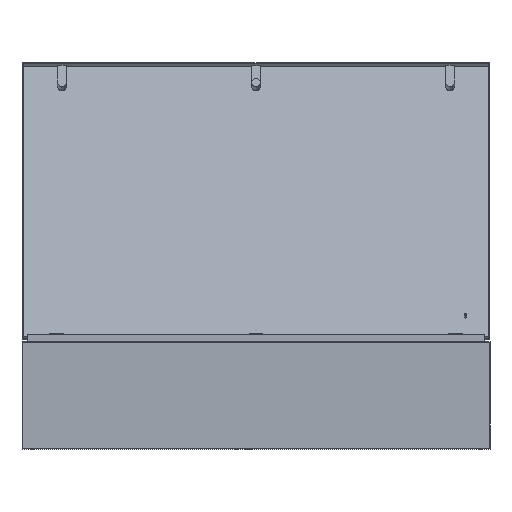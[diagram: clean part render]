
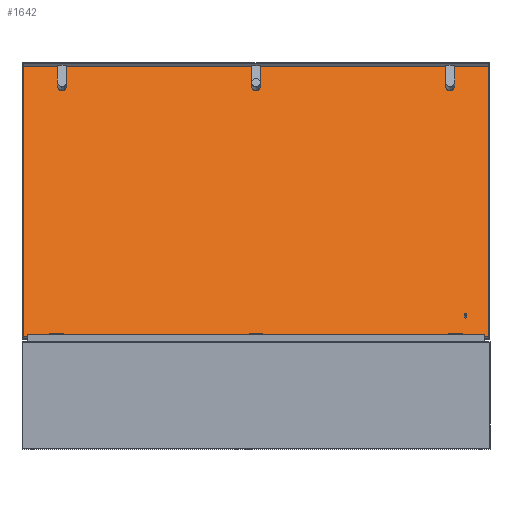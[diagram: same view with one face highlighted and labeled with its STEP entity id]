
A CAD part, left-side view. The second image highlights one B-rep face of the part: STEP entity #1642.
In plain terms, the highlighted face is planar.
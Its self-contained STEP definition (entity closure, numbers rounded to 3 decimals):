
#52 = EDGE_CURVE ( 'NONE', #7658, #6963, #9905, .T. ) ;
#63 = DIRECTION ( 'NONE',  ( 1., 0., 0. ) ) ;
#114 = FACE_BOUND ( 'NONE', #4716, .T. ) ;
#169 = EDGE_CURVE ( 'NONE', #6963, #9929, #1941, .T. ) ;
#193 = ORIENTED_EDGE ( 'NONE', *, *, #7191, .T. ) ;
#235 = LINE ( 'NONE', #4714, #5395 ) ;
#261 = CARTESIAN_POINT ( 'NONE',  ( -329., 0., -1. ) ) ;
#312 = EDGE_CURVE ( 'NONE', #7696, #7658, #8391, .T. ) ;
#346 = AXIS2_PLACEMENT_3D ( 'NONE', #7930, #8911, #727 ) ;
#585 = EDGE_LOOP ( 'NONE', ( #4723, #193 ) ) ;
#615 = DIRECTION ( 'NONE',  ( 0., -1., 0. ) ) ;
#727 = DIRECTION ( 'NONE',  ( 1., 0., 0. ) ) ;
#1082 = CARTESIAN_POINT ( 'NONE',  ( 0., 596.5, -1. ) ) ;
#1228 = CIRCLE ( 'NONE', #8246, 3. ) ;
#1244 = ORIENTED_EDGE ( 'NONE', *, *, #6293, .F. ) ;
#1278 = AXIS2_PLACEMENT_3D ( 'NONE', #6342, #2932, #1757 ) ;
#1411 = AXIS2_PLACEMENT_3D ( 'NONE', #3612, #2457, #7192 ) ;
#1420 = VECTOR ( 'NONE', #6801, 1000. ) ;
#1519 = DIRECTION ( 'NONE',  ( 0., 1., 0. ) ) ;
#1581 = ORIENTED_EDGE ( 'NONE', *, *, #6522, .T. ) ;
#1628 = FACE_BOUND ( 'NONE', #585, .T. ) ;
#1630 = VERTEX_POINT ( 'NONE', #5902 ) ;
#1642 = ADVANCED_FACE ( 'NONE', ( #1628, #114, #8814, #7670, #7992 ), #8973, .F. ) ;
#1663 = VERTEX_POINT ( 'NONE', #1970 ) ;
#1757 = DIRECTION ( 'NONE',  ( 1., 0., 0. ) ) ;
#1783 = CIRCLE ( 'NONE', #8108, 3. ) ;
#1925 = CARTESIAN_POINT ( 'NONE',  ( -306., 0., -1. ) ) ;
#1941 = LINE ( 'NONE', #3436, #6907 ) ;
#1970 = CARTESIAN_POINT ( 'NONE',  ( -306., -497.5, -1. ) ) ;
#2013 = AXIS2_PLACEMENT_3D ( 'NONE', #5357, #9720, #5830 ) ;
#2172 = CIRCLE ( 'NONE', #1411, 11.5 ) ;
#2457 = DIRECTION ( 'NONE',  ( 0., 0., 1. ) ) ;
#2582 = CARTESIAN_POINT ( 'NONE',  ( 315.5, -537.5, -1. ) ) ;
#2850 = CARTESIAN_POINT ( 'NONE',  ( -371.5, 596.5, -1. ) ) ;
#2851 = DIRECTION ( 'NONE',  ( 0., 0., -1. ) ) ;
#2932 = DIRECTION ( 'NONE',  ( 0., 0., 1. ) ) ;
#3129 = DIRECTION ( 'NONE',  ( 1., 0., 0. ) ) ;
#3406 = EDGE_CURVE ( 'NONE', #1630, #5264, #4533, .T. ) ;
#3422 = EDGE_CURVE ( 'NONE', #1663, #5105, #5643, .T. ) ;
#3427 = CIRCLE ( 'NONE', #5556, 11.5 ) ;
#3436 = CARTESIAN_POINT ( 'NONE',  ( -371.5, 0., -1. ) ) ;
#3502 = EDGE_CURVE ( 'NONE', #9929, #7696, #235, .T. ) ;
#3564 = ORIENTED_EDGE ( 'NONE', *, *, #4366, .F. ) ;
#3612 = CARTESIAN_POINT ( 'NONE',  ( -317.5, 497.5, -1. ) ) ;
#3619 = ORIENTED_EDGE ( 'NONE', *, *, #312, .F. ) ;
#3746 = VECTOR ( 'NONE', #1519, 1000. ) ;
#4274 = CARTESIAN_POINT ( 'NONE',  ( 0., 0., -1. ) ) ;
#4366 = EDGE_CURVE ( 'NONE', #8251, #10044, #1228, .T. ) ;
#4483 = CARTESIAN_POINT ( 'NONE',  ( -371.5, -596.5, -1. ) ) ;
#4501 = CARTESIAN_POINT ( 'NONE',  ( -329., -497.5, -1. ) ) ;
#4533 = CIRCLE ( 'NONE', #346, 11.5 ) ;
#4714 = CARTESIAN_POINT ( 'NONE',  ( 0., -596.5, -1. ) ) ;
#4716 = EDGE_LOOP ( 'NONE', ( #6964, #7019 ) ) ;
#4723 = ORIENTED_EDGE ( 'NONE', *, *, #3422, .T. ) ;
#4764 = DIRECTION ( 'NONE',  ( 0., 0., 1. ) ) ;
#4765 = ORIENTED_EDGE ( 'NONE', *, *, #3502, .F. ) ;
#4906 = CARTESIAN_POINT ( 'NONE',  ( -329., 497.5, -1. ) ) ;
#4978 = DIRECTION ( 'NONE',  ( 1., 0., 0. ) ) ;
#5105 = VERTEX_POINT ( 'NONE', #4501 ) ;
#5163 = CARTESIAN_POINT ( 'NONE',  ( 309.5, -537.5, -1. ) ) ;
#5264 = VERTEX_POINT ( 'NONE', #4906 ) ;
#5357 = CARTESIAN_POINT ( 'NONE',  ( -317.5, -497.5, -1. ) ) ;
#5395 = VECTOR ( 'NONE', #63, 1000. ) ;
#5556 = AXIS2_PLACEMENT_3D ( 'NONE', #6206, #7507, #3129 ) ;
#5643 = CIRCLE ( 'NONE', #2013, 11.5 ) ;
#5791 = CARTESIAN_POINT ( 'NONE',  ( 371.5, 0., -1. ) ) ;
#5830 = DIRECTION ( 'NONE',  ( 1., 0., 0. ) ) ;
#5876 = EDGE_LOOP ( 'NONE', ( #1581, #6805 ) ) ;
#5902 = CARTESIAN_POINT ( 'NONE',  ( -306., 497.5, -1. ) ) ;
#6006 = DIRECTION ( 'NONE',  ( 1., 0., 0. ) ) ;
#6064 = ORIENTED_EDGE ( 'NONE', *, *, #169, .F. ) ;
#6141 = ORIENTED_EDGE ( 'NONE', *, *, #52, .F. ) ;
#6206 = CARTESIAN_POINT ( 'NONE',  ( -317.5, 0., -1. ) ) ;
#6261 = CARTESIAN_POINT ( 'NONE',  ( 312.5, -537.5, -1. ) ) ;
#6293 = EDGE_CURVE ( 'NONE', #10044, #8251, #1783, .T. ) ;
#6342 = CARTESIAN_POINT ( 'NONE',  ( -317.5, 0., -1. ) ) ;
#6515 = EDGE_LOOP ( 'NONE', ( #3564, #1244 ) ) ;
#6522 = EDGE_CURVE ( 'NONE', #8406, #7508, #8861, .T. ) ;
#6616 = EDGE_LOOP ( 'NONE', ( #6064, #6141, #3619, #4765 ) ) ;
#6679 = EDGE_CURVE ( 'NONE', #5264, #1630, #2172, .T. ) ;
#6801 = DIRECTION ( 'NONE',  ( -1., 0., 0. ) ) ;
#6805 = ORIENTED_EDGE ( 'NONE', *, *, #8641, .T. ) ;
#6907 = VECTOR ( 'NONE', #615, 1000. ) ;
#6937 = AXIS2_PLACEMENT_3D ( 'NONE', #7887, #9342, #4978 ) ;
#6963 = VERTEX_POINT ( 'NONE', #2850 ) ;
#6964 = ORIENTED_EDGE ( 'NONE', *, *, #3406, .T. ) ;
#7019 = ORIENTED_EDGE ( 'NONE', *, *, #6679, .T. ) ;
#7145 = AXIS2_PLACEMENT_3D ( 'NONE', #4274, #4764, #8335 ) ;
#7191 = EDGE_CURVE ( 'NONE', #5105, #1663, #8763, .T. ) ;
#7192 = DIRECTION ( 'NONE',  ( 1., 0., 0. ) ) ;
#7507 = DIRECTION ( 'NONE',  ( 0., 0., 1. ) ) ;
#7508 = VERTEX_POINT ( 'NONE', #261 ) ;
#7658 = VERTEX_POINT ( 'NONE', #9954 ) ;
#7670 = FACE_OUTER_BOUND ( 'NONE', #6616, .T. ) ;
#7696 = VERTEX_POINT ( 'NONE', #9809 ) ;
#7887 = CARTESIAN_POINT ( 'NONE',  ( -317.5, -497.5, -1. ) ) ;
#7930 = CARTESIAN_POINT ( 'NONE',  ( -317.5, 497.5, -1. ) ) ;
#7992 = FACE_BOUND ( 'NONE', #6515, .T. ) ;
#8108 = AXIS2_PLACEMENT_3D ( 'NONE', #9084, #8611, #6006 ) ;
#8246 = AXIS2_PLACEMENT_3D ( 'NONE', #6261, #2851, #9171 ) ;
#8251 = VERTEX_POINT ( 'NONE', #2582 ) ;
#8335 = DIRECTION ( 'NONE',  ( 1., 0., 0. ) ) ;
#8391 = LINE ( 'NONE', #5791, #3746 ) ;
#8406 = VERTEX_POINT ( 'NONE', #1925 ) ;
#8611 = DIRECTION ( 'NONE',  ( 0., 0., -1. ) ) ;
#8641 = EDGE_CURVE ( 'NONE', #7508, #8406, #3427, .T. ) ;
#8763 = CIRCLE ( 'NONE', #6937, 11.5 ) ;
#8814 = FACE_BOUND ( 'NONE', #5876, .T. ) ;
#8861 = CIRCLE ( 'NONE', #1278, 11.5 ) ;
#8911 = DIRECTION ( 'NONE',  ( 0., 0., 1. ) ) ;
#8973 = PLANE ( 'NONE',  #7145 ) ;
#9084 = CARTESIAN_POINT ( 'NONE',  ( 312.5, -537.5, -1. ) ) ;
#9171 = DIRECTION ( 'NONE',  ( 1., 0., 0. ) ) ;
#9342 = DIRECTION ( 'NONE',  ( 0., 0., 1. ) ) ;
#9720 = DIRECTION ( 'NONE',  ( 0., 0., 1. ) ) ;
#9809 = CARTESIAN_POINT ( 'NONE',  ( 371.5, -596.5, -1. ) ) ;
#9905 = LINE ( 'NONE', #1082, #1420 ) ;
#9929 = VERTEX_POINT ( 'NONE', #4483 ) ;
#9954 = CARTESIAN_POINT ( 'NONE',  ( 371.5, 596.5, -1. ) ) ;
#10044 = VERTEX_POINT ( 'NONE', #5163 ) ;
